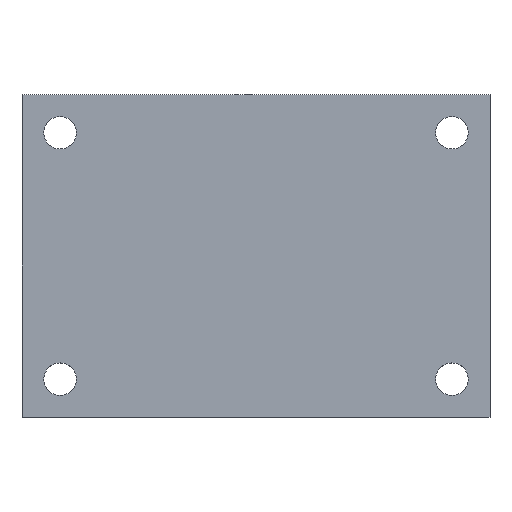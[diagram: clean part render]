
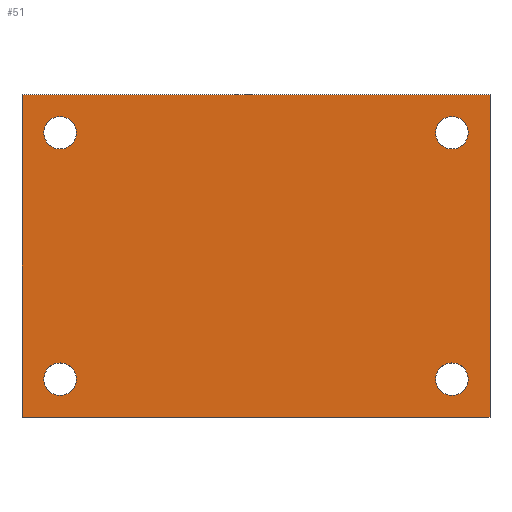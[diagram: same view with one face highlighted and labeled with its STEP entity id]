
A CAD part, top view. The second image highlights one B-rep face of the part: STEP entity #51.
In plain terms, the highlighted planar face has unit normal (0, 0, 1).
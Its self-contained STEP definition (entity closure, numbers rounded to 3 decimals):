
#4 = CARTESIAN_POINT ( 'NONE',  ( -7.5, -56., 5. ) ) ;
#6 = CIRCLE ( 'NONE', #166, 3.2 ) ;
#7 = EDGE_CURVE ( 'NONE', #320, #54, #300, .T. ) ;
#9 = CARTESIAN_POINT ( 'NONE',  ( 0., -63.5, 5. ) ) ;
#14 = VERTEX_POINT ( 'NONE', #94 ) ;
#18 = PLANE ( 'NONE',  #234 ) ;
#26 = VECTOR ( 'NONE', #256, 1000. ) ;
#27 = AXIS2_PLACEMENT_3D ( 'NONE', #369, #88, #528 ) ;
#37 = EDGE_LOOP ( 'NONE', ( #244, #452 ) ) ;
#42 = VERTEX_POINT ( 'NONE', #48 ) ;
#44 = CARTESIAN_POINT ( 'NONE',  ( -84.58, -56., 5. ) ) ;
#46 = LINE ( 'NONE', #273, #121 ) ;
#48 = CARTESIAN_POINT ( 'NONE',  ( -4.3, -56., 5. ) ) ;
#50 = DIRECTION ( 'NONE',  ( 1., 0., 0. ) ) ;
#51 = ADVANCED_FACE ( 'NONE', ( #434, #313, #189, #431, #478 ), #18, .T. ) ;
#54 = VERTEX_POINT ( 'NONE', #112 ) ;
#55 = VECTOR ( 'NONE', #397, 1000. ) ;
#70 = DIRECTION ( 'NONE',  ( 1., 0., 0. ) ) ;
#72 = CARTESIAN_POINT ( 'NONE',  ( -92.08, -63.5, 5. ) ) ;
#76 = DIRECTION ( 'NONE',  ( 0., 0., 1. ) ) ;
#83 = AXIS2_PLACEMENT_3D ( 'NONE', #371, #482, #361 ) ;
#88 = DIRECTION ( 'NONE',  ( 0., 0., 1. ) ) ;
#94 = CARTESIAN_POINT ( 'NONE',  ( -4.3, -7.5, 5. ) ) ;
#98 = VERTEX_POINT ( 'NONE', #311 ) ;
#100 = ORIENTED_EDGE ( 'NONE', *, *, #276, .F. ) ;
#108 = CARTESIAN_POINT ( 'NONE',  ( -10.7, -7.5, 5. ) ) ;
#112 = CARTESIAN_POINT ( 'NONE',  ( -92.08, 0., 5. ) ) ;
#121 = VECTOR ( 'NONE', #318, 1000. ) ;
#124 = DIRECTION ( 'NONE',  ( 0., 0., 1. ) ) ;
#125 = AXIS2_PLACEMENT_3D ( 'NONE', #492, #124, #293 ) ;
#126 = VERTEX_POINT ( 'NONE', #108 ) ;
#127 = CARTESIAN_POINT ( 'NONE',  ( 0., -63.5, 5. ) ) ;
#130 = CARTESIAN_POINT ( 'NONE',  ( -10.7, -56., 5. ) ) ;
#146 = EDGE_CURVE ( 'NONE', #14, #126, #6, .T. ) ;
#152 = DIRECTION ( 'NONE',  ( 0., 0., 1. ) ) ;
#153 = CARTESIAN_POINT ( 'NONE',  ( -84.58, -7.5, 5. ) ) ;
#155 = LINE ( 'NONE', #451, #517 ) ;
#156 = VERTEX_POINT ( 'NONE', #192 ) ;
#157 = EDGE_CURVE ( 'NONE', #98, #405, #193, .T. ) ;
#158 = DIRECTION ( 'NONE',  ( 0., 0., 1. ) ) ;
#163 = ORIENTED_EDGE ( 'NONE', *, *, #238, .F. ) ;
#166 = AXIS2_PLACEMENT_3D ( 'NONE', #223, #152, #70 ) ;
#168 = DIRECTION ( 'NONE',  ( 0., 0., 1. ) ) ;
#171 = DIRECTION ( 'NONE',  ( 1., 0., 0. ) ) ;
#174 = ORIENTED_EDGE ( 'NONE', *, *, #221, .T. ) ;
#179 = CARTESIAN_POINT ( 'NONE',  ( -81.38, -56., 5. ) ) ;
#181 = EDGE_CURVE ( 'NONE', #340, #42, #442, .T. ) ;
#184 = CARTESIAN_POINT ( 'NONE',  ( 0., 0., 5. ) ) ;
#185 = EDGE_CURVE ( 'NONE', #156, #406, #423, .T. ) ;
#189 = FACE_OUTER_BOUND ( 'NONE', #332, .T. ) ;
#192 = CARTESIAN_POINT ( 'NONE',  ( -87.78, -56., 5. ) ) ;
#193 = CIRCLE ( 'NONE', #467, 3.2 ) ;
#196 = EDGE_LOOP ( 'NONE', ( #381, #163 ) ) ;
#197 = EDGE_CURVE ( 'NONE', #323, #289, #46, .T. ) ;
#199 = CARTESIAN_POINT ( 'NONE',  ( 0., 0., 5. ) ) ;
#206 = ORIENTED_EDGE ( 'NONE', *, *, #197, .T. ) ;
#218 = ORIENTED_EDGE ( 'NONE', *, *, #268, .T. ) ;
#221 = EDGE_CURVE ( 'NONE', #54, #323, #155, .T. ) ;
#222 = CARTESIAN_POINT ( 'NONE',  ( -81.38, -7.5, 5. ) ) ;
#223 = CARTESIAN_POINT ( 'NONE',  ( -7.5, -7.5, 5. ) ) ;
#234 = AXIS2_PLACEMENT_3D ( 'NONE', #184, #342, #270 ) ;
#238 = EDGE_CURVE ( 'NONE', #405, #98, #284, .T. ) ;
#241 = EDGE_LOOP ( 'NONE', ( #100, #447 ) ) ;
#244 = ORIENTED_EDGE ( 'NONE', *, *, #181, .F. ) ;
#256 = DIRECTION ( 'NONE',  ( -1., 0., 0. ) ) ;
#268 = EDGE_CURVE ( 'NONE', #289, #320, #328, .T. ) ;
#270 = DIRECTION ( 'NONE',  ( 1., 0., 0. ) ) ;
#273 = CARTESIAN_POINT ( 'NONE',  ( -92.08, -63.5, 5. ) ) ;
#276 = EDGE_CURVE ( 'NONE', #126, #14, #310, .T. ) ;
#278 = ORIENTED_EDGE ( 'NONE', *, *, #307, .F. ) ;
#284 = CIRCLE ( 'NONE', #83, 3.2 ) ;
#289 = VERTEX_POINT ( 'NONE', #9 ) ;
#291 = EDGE_CURVE ( 'NONE', #42, #340, #349, .T. ) ;
#293 = DIRECTION ( 'NONE',  ( 1., 0., 0. ) ) ;
#298 = EDGE_LOOP ( 'NONE', ( #319, #278 ) ) ;
#300 = LINE ( 'NONE', #462, #26 ) ;
#307 = EDGE_CURVE ( 'NONE', #406, #156, #489, .T. ) ;
#310 = CIRCLE ( 'NONE', #27, 3.2 ) ;
#311 = CARTESIAN_POINT ( 'NONE',  ( -87.78, -7.5, 5. ) ) ;
#313 = FACE_BOUND ( 'NONE', #196, .T. ) ;
#315 = DIRECTION ( 'NONE',  ( 0., 0., 1. ) ) ;
#318 = DIRECTION ( 'NONE',  ( 1., 0., 0. ) ) ;
#319 = ORIENTED_EDGE ( 'NONE', *, *, #185, .F. ) ;
#320 = VERTEX_POINT ( 'NONE', #199 ) ;
#323 = VERTEX_POINT ( 'NONE', #72 ) ;
#328 = LINE ( 'NONE', #127, #55 ) ;
#330 = CARTESIAN_POINT ( 'NONE',  ( -84.58, -56., 5. ) ) ;
#332 = EDGE_LOOP ( 'NONE', ( #218, #472, #174, #206 ) ) ;
#340 = VERTEX_POINT ( 'NONE', #130 ) ;
#342 = DIRECTION ( 'NONE',  ( 0., 0., 1. ) ) ;
#349 = CIRCLE ( 'NONE', #419, 3.2 ) ;
#361 = DIRECTION ( 'NONE',  ( 1., 0., 0. ) ) ;
#369 = CARTESIAN_POINT ( 'NONE',  ( -7.5, -7.5, 5. ) ) ;
#371 = CARTESIAN_POINT ( 'NONE',  ( -84.58, -7.5, 5. ) ) ;
#377 = DIRECTION ( 'NONE',  ( 1., 0., 0. ) ) ;
#379 = AXIS2_PLACEMENT_3D ( 'NONE', #330, #158, #171 ) ;
#381 = ORIENTED_EDGE ( 'NONE', *, *, #157, .F. ) ;
#397 = DIRECTION ( 'NONE',  ( 0., 1., 0. ) ) ;
#405 = VERTEX_POINT ( 'NONE', #222 ) ;
#406 = VERTEX_POINT ( 'NONE', #179 ) ;
#407 = DIRECTION ( 'NONE',  ( 0., -1., 0. ) ) ;
#419 = AXIS2_PLACEMENT_3D ( 'NONE', #4, #168, #50 ) ;
#423 = CIRCLE ( 'NONE', #521, 3.2 ) ;
#424 = DIRECTION ( 'NONE',  ( 1., 0., 0. ) ) ;
#431 = FACE_BOUND ( 'NONE', #241, .T. ) ;
#434 = FACE_BOUND ( 'NONE', #37, .T. ) ;
#442 = CIRCLE ( 'NONE', #125, 3.2 ) ;
#447 = ORIENTED_EDGE ( 'NONE', *, *, #146, .F. ) ;
#451 = CARTESIAN_POINT ( 'NONE',  ( -92.08, 0., 5. ) ) ;
#452 = ORIENTED_EDGE ( 'NONE', *, *, #291, .F. ) ;
#462 = CARTESIAN_POINT ( 'NONE',  ( 0., 0., 5. ) ) ;
#467 = AXIS2_PLACEMENT_3D ( 'NONE', #153, #315, #424 ) ;
#472 = ORIENTED_EDGE ( 'NONE', *, *, #7, .T. ) ;
#478 = FACE_BOUND ( 'NONE', #298, .T. ) ;
#482 = DIRECTION ( 'NONE',  ( 0., 0., 1. ) ) ;
#489 = CIRCLE ( 'NONE', #379, 3.2 ) ;
#492 = CARTESIAN_POINT ( 'NONE',  ( -7.5, -56., 5. ) ) ;
#517 = VECTOR ( 'NONE', #407, 1000. ) ;
#521 = AXIS2_PLACEMENT_3D ( 'NONE', #44, #76, #377 ) ;
#528 = DIRECTION ( 'NONE',  ( 1., 0., 0. ) ) ;
